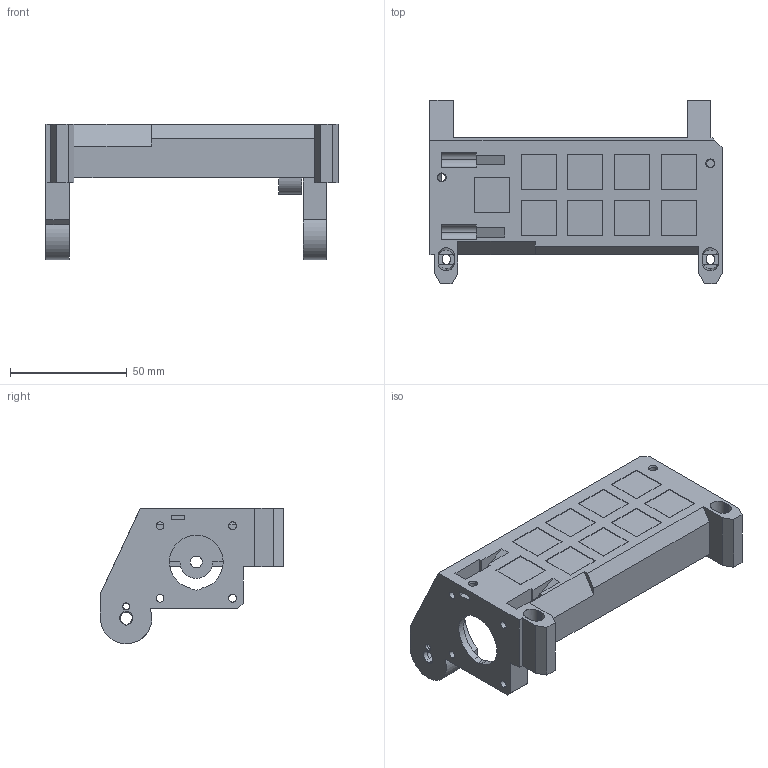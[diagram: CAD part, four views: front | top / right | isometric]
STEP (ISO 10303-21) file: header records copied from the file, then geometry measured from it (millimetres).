
FILE_DESCRIPTION (( 'STEP AP214' ), '1' );
FILE_NAME ('mmu2-idler-body(M1).STEP', '2018-08-31T12:25:55', ( '' ), ( '' ), 'SwSTEP 2.0', 'SolidWorks 2017', '' );
FILE_SCHEMA (( 'AUTOMOTIVE_DESIGN' ));
Length unit declared in the file: millimetre
Products named in the file (1): mmu2-idler-body(M1)
Bounding box: 125 x 78.33 x 58 mm (x, y, z)
Volume: 99926.5 mm3; surface area: 36531.7 mm2
Topology: 1 solids, 1 shells, 332 faces, 903 edges, 590 vertices
Faces by surface type: plane 215, cylinder 102, cone 13, bspline 2
Entity records: 10659 total; most frequent: CARTESIAN_POINT 2318, ORIENTED_EDGE 1806, DIRECTION 1643, EDGE_CURVE 903, LINE 597, VECTOR 597, VERTEX_POINT 590, AXIS2_PLACEMENT_3D 523
